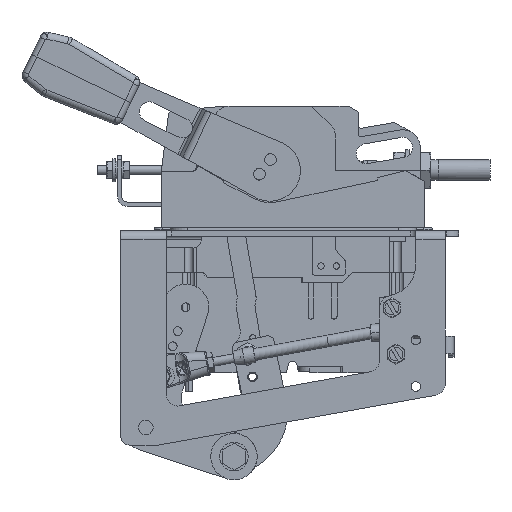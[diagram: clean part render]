
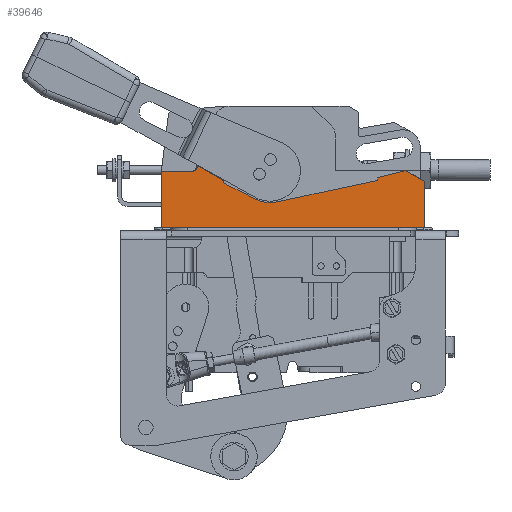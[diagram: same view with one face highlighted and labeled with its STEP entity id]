
A CAD part, left-side view. The second image highlights one B-rep face of the part: STEP entity #39646.
In plain terms, the highlighted face is planar.
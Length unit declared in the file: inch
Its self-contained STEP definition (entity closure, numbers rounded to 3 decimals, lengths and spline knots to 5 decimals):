
#1812 = CARTESIAN_POINT ( 'NONE',  ( -6.123, 1.28816, -1.06 ) ) ;
#2934 = DIRECTION ( 'NONE',  ( 0., 0., -1. ) ) ;
#3295 = VERTEX_POINT ( 'NONE', #1812 ) ;
#6371 = EDGE_CURVE ( 'NONE', #69877, #145430, #121999, .T. ) ;
#6713 = DIRECTION ( 'NONE',  ( 0., 0., 1. ) ) ;
#8267 = DIRECTION ( 'NONE',  ( 0., 1., 0. ) ) ;
#15785 = DIRECTION ( 'NONE',  ( -0.996, 0.09, 0. ) ) ;
#18141 = CARTESIAN_POINT ( 'NONE',  ( -0.878, 0.06, -1.06 ) ) ;
#20500 = CARTESIAN_POINT ( 'NONE',  ( -2.218, 1.02736, -1.06 ) ) ;
#23592 = DIRECTION ( 'NONE',  ( 0., 1., 0. ) ) ;
#24201 = EDGE_CURVE ( 'NONE', #3295, #70347, #44320, .T. ) ;
#26050 = CARTESIAN_POINT ( 'NONE',  ( -6.169, 1.28169, -1.06 ) ) ;
#28316 = VERTEX_POINT ( 'NONE', #67038 ) ;
#29973 = CARTESIAN_POINT ( 'NONE',  ( -6.138, 1.228, -1.06 ) ) ;
#30782 = VECTOR ( 'NONE', #8267, 39.37008 ) ;
#31149 = EDGE_CURVE ( 'NONE', #39746, #90855, #154937, .T. ) ;
#31880 = DIRECTION ( 'NONE',  ( 0.996, -0.09, 0. ) ) ;
#33303 = VECTOR ( 'NONE', #129013, 39.37008 ) ;
#34956 = ORIENTED_EDGE ( 'NONE', *, *, #125518, .F. ) ;
#37103 = DIRECTION ( 'NONE',  ( -0.97, 0.242, 0. ) ) ;
#39447 = DIRECTION ( 'NONE',  ( -1., 0., 0. ) ) ;
#39646 = ADVANCED_FACE ( 'NONE', ( #93540 ), #83779, .F. ) ;
#39746 = VERTEX_POINT ( 'NONE', #20500 ) ;
#40235 = CARTESIAN_POINT ( 'NONE',  ( -0.878, 0.06, -1.06 ) ) ;
#40921 = DIRECTION ( 'NONE',  ( 0., 0., -1. ) ) ;
#41917 = LINE ( 'NONE', #152191, #59303 ) ;
#42534 = CARTESIAN_POINT ( 'NONE',  ( -1.528, 1.395, -1.06 ) ) ;
#44320 = CIRCLE ( 'NONE', #67689, 0.062 ) ;
#45921 = VECTOR ( 'NONE', #39447, 39.37008 ) ;
#46624 = LINE ( 'NONE', #70159, #142475 ) ;
#46645 = VERTEX_POINT ( 'NONE', #89389 ) ;
#46833 = CARTESIAN_POINT ( 'NONE',  ( -1.653, 1.39878, -1.06 ) ) ;
#48172 = ORIENTED_EDGE ( 'NONE', *, *, #93622, .T. ) ;
#48729 = LINE ( 'NONE', #96612, #75181 ) ;
#50932 = ORIENTED_EDGE ( 'NONE', *, *, #102519, .F. ) ;
#51086 = VECTOR ( 'NONE', #120660, 39.37008 ) ;
#51510 = VECTOR ( 'NONE', #155232, 39.37008 ) ;
#54107 = LINE ( 'NONE', #66272, #145140 ) ;
#54934 = VERTEX_POINT ( 'NONE', #130456 ) ;
#55561 = LINE ( 'NONE', #105797, #51510 ) ;
#55813 = VERTEX_POINT ( 'NONE', #122533 ) ;
#58970 = VERTEX_POINT ( 'NONE', #99790 ) ;
#59303 = VECTOR ( 'NONE', #140026, 39.37008 ) ;
#59858 = LINE ( 'NONE', #148209, #76459 ) ;
#61307 = CARTESIAN_POINT ( 'NONE',  ( -3.36104, 0.61703, -1.06 ) ) ;
#62013 = EDGE_CURVE ( 'NONE', #46645, #28316, #48729, .T. ) ;
#63318 = ORIENTED_EDGE ( 'NONE', *, *, #134784, .F. ) ;
#65052 = ORIENTED_EDGE ( 'NONE', *, *, #62013, .T. ) ;
#66272 = CARTESIAN_POINT ( 'NONE',  ( -3.36104, 0.61703, -1.06 ) ) ;
#67038 = CARTESIAN_POINT ( 'NONE',  ( -6.558, 1.0571, -1.06 ) ) ;
#67689 = AXIS2_PLACEMENT_3D ( 'NONE', #29973, #153223, #79460 ) ;
#69877 = VERTEX_POINT ( 'NONE', #124399 ) ;
#70159 = CARTESIAN_POINT ( 'NONE',  ( -2.218, 1.02736, -1.06 ) ) ;
#70347 = VERTEX_POINT ( 'NONE', #26050 ) ;
#70803 = CARTESIAN_POINT ( 'NONE',  ( -3.718, 0.73128, -1.06 ) ) ;
#71307 = AXIS2_PLACEMENT_3D ( 'NONE', #42534, #40921, #15785 ) ;
#75181 = VECTOR ( 'NONE', #146047, 39.37008 ) ;
#76459 = VECTOR ( 'NONE', #37103, 39.37008 ) ;
#79460 = DIRECTION ( 'NONE',  ( -0.996, 0.09, 0. ) ) ;
#80964 = EDGE_CURVE ( 'NONE', #139282, #90855, #55561, .T. ) ;
#82128 = LINE ( 'NONE', #119422, #30782 ) ;
#82281 = EDGE_CURVE ( 'NONE', #70347, #28316, #155070, .T. ) ;
#83779 = PLANE ( 'NONE',  #117701 ) ;
#84750 = ORIENTED_EDGE ( 'NONE', *, *, #80964, .F. ) ;
#85335 = CARTESIAN_POINT ( 'NONE',  ( -1.653, 1.395, -1.06 ) ) ;
#88261 = EDGE_LOOP ( 'NONE', ( #48172, #65052, #103268, #120260, #34956, #158315, #63318, #131799, #50932, #101660, #84750, #135172, #102560, #146607, #122391 ) ) ;
#88499 = VERTEX_POINT ( 'NONE', #85335 ) ;
#89389 = CARTESIAN_POINT ( 'NONE',  ( -6.558, 0.06, -1.06 ) ) ;
#90855 = VERTEX_POINT ( 'NONE', #126990 ) ;
#91385 = CARTESIAN_POINT ( 'NONE',  ( -3.218, 1.29, -1.06 ) ) ;
#92170 = CARTESIAN_POINT ( 'NONE',  ( -5.538, 1.1423, -1.06 ) ) ;
#93540 = FACE_OUTER_BOUND ( 'NONE', #88261, .T. ) ;
#93622 = EDGE_CURVE ( 'NONE', #96650, #46645, #126998, .T. ) ;
#95299 = DIRECTION ( 'NONE',  ( -0.891, -0.454, 0. ) ) ;
#96612 = CARTESIAN_POINT ( 'NONE',  ( -6.558, 0.06, -1.06 ) ) ;
#96650 = VERTEX_POINT ( 'NONE', #18141 ) ;
#98948 = EDGE_CURVE ( 'NONE', #96650, #55813, #82128, .T. ) ;
#99790 = CARTESIAN_POINT ( 'NONE',  ( -1.528, 1.27, -1.06 ) ) ;
#101660 = ORIENTED_EDGE ( 'NONE', *, *, #31149, .T. ) ;
#101934 = DIRECTION ( 'NONE',  ( -0.996, 0.09, 0. ) ) ;
#101981 = DIRECTION ( 'NONE',  ( -0.978, 0.208, 0. ) ) ;
#102519 = EDGE_CURVE ( 'NONE', #39746, #69877, #46624, .T. ) ;
#102560 = ORIENTED_EDGE ( 'NONE', *, *, #108443, .F. ) ;
#103268 = ORIENTED_EDGE ( 'NONE', *, *, #82281, .F. ) ;
#104146 = AXIS2_PLACEMENT_3D ( 'NONE', #91385, #2934, #101934 ) ;
#105797 = CARTESIAN_POINT ( 'NONE',  ( -1.653, 1.40257, -1.06 ) ) ;
#107002 = VERTEX_POINT ( 'NONE', #92170 ) ;
#108443 = EDGE_CURVE ( 'NONE', #58970, #88499, #143868, .T. ) ;
#117701 = AXIS2_PLACEMENT_3D ( 'NONE', #70803, #6713, #31880 ) ;
#118630 = DIRECTION ( 'NONE',  ( -0.866, -0.5, 0. ) ) ;
#118886 = EDGE_CURVE ( 'NONE', #54934, #107002, #134700, .T. ) ;
#119422 = CARTESIAN_POINT ( 'NONE',  ( -0.878, 0.06, -1.06 ) ) ;
#119864 = LINE ( 'NONE', #46833, #51086 ) ;
#120260 = ORIENTED_EDGE ( 'NONE', *, *, #24201, .F. ) ;
#120660 = DIRECTION ( 'NONE',  ( 0., 1., 0. ) ) ;
#121347 = EDGE_CURVE ( 'NONE', #88499, #139282, #119864, .T. ) ;
#121999 = CIRCLE ( 'NONE', #104146, 0.688 ) ;
#122391 = ORIENTED_EDGE ( 'NONE', *, *, #98948, .F. ) ;
#122533 = CARTESIAN_POINT ( 'NONE',  ( -0.878, 1.27, -1.06 ) ) ;
#124399 = CARTESIAN_POINT ( 'NONE',  ( -2.90565, 0.67699, -1.06 ) ) ;
#125518 = EDGE_CURVE ( 'NONE', #107002, #3295, #59858, .T. ) ;
#126990 = CARTESIAN_POINT ( 'NONE',  ( -2.218, 1.07636, -1.06 ) ) ;
#126998 = LINE ( 'NONE', #40235, #45921 ) ;
#129013 = DIRECTION ( 'NONE',  ( 0., 1., 0. ) ) ;
#130456 = CARTESIAN_POINT ( 'NONE',  ( -5.538, 1.07976, -1.06 ) ) ;
#131799 = ORIENTED_EDGE ( 'NONE', *, *, #6371, .F. ) ;
#134700 = LINE ( 'NONE', #149261, #143810 ) ;
#134784 = EDGE_CURVE ( 'NONE', #145430, #54934, #54107, .T. ) ;
#135172 = ORIENTED_EDGE ( 'NONE', *, *, #121347, .F. ) ;
#139282 = VERTEX_POINT ( 'NONE', #146563 ) ;
#140026 = DIRECTION ( 'NONE',  ( -1., 0., 0. ) ) ;
#142475 = VECTOR ( 'NONE', #95299, 39.37008 ) ;
#142789 = CARTESIAN_POINT ( 'NONE',  ( -2.218, 1.02736, -1.06 ) ) ;
#143810 = VECTOR ( 'NONE', #23592, 39.37008 ) ;
#143868 = CIRCLE ( 'NONE', #71307, 0.125 ) ;
#145140 = VECTOR ( 'NONE', #101981, 39.37008 ) ;
#145430 = VERTEX_POINT ( 'NONE', #61307 ) ;
#146047 = DIRECTION ( 'NONE',  ( 0., 1., 0. ) ) ;
#146119 = EDGE_CURVE ( 'NONE', #55813, #58970, #41917, .T. ) ;
#146563 = CARTESIAN_POINT ( 'NONE',  ( -1.653, 1.40257, -1.06 ) ) ;
#146607 = ORIENTED_EDGE ( 'NONE', *, *, #146119, .F. ) ;
#148209 = CARTESIAN_POINT ( 'NONE',  ( -5.538, 1.1423, -1.06 ) ) ;
#149261 = CARTESIAN_POINT ( 'NONE',  ( -5.538, 1.07976, -1.06 ) ) ;
#150122 = VECTOR ( 'NONE', #118630, 39.37008 ) ;
#152191 = CARTESIAN_POINT ( 'NONE',  ( -0.878, 1.27, -1.06 ) ) ;
#153223 = DIRECTION ( 'NONE',  ( 0., 0., 1. ) ) ;
#154937 = LINE ( 'NONE', #142789, #33303 ) ;
#155070 = LINE ( 'NONE', #155886, #150122 ) ;
#155232 = DIRECTION ( 'NONE',  ( -0.866, -0.5, 0. ) ) ;
#155886 = CARTESIAN_POINT ( 'NONE',  ( -6.169, 1.28169, -1.06 ) ) ;
#158315 = ORIENTED_EDGE ( 'NONE', *, *, #118886, .F. ) ;
